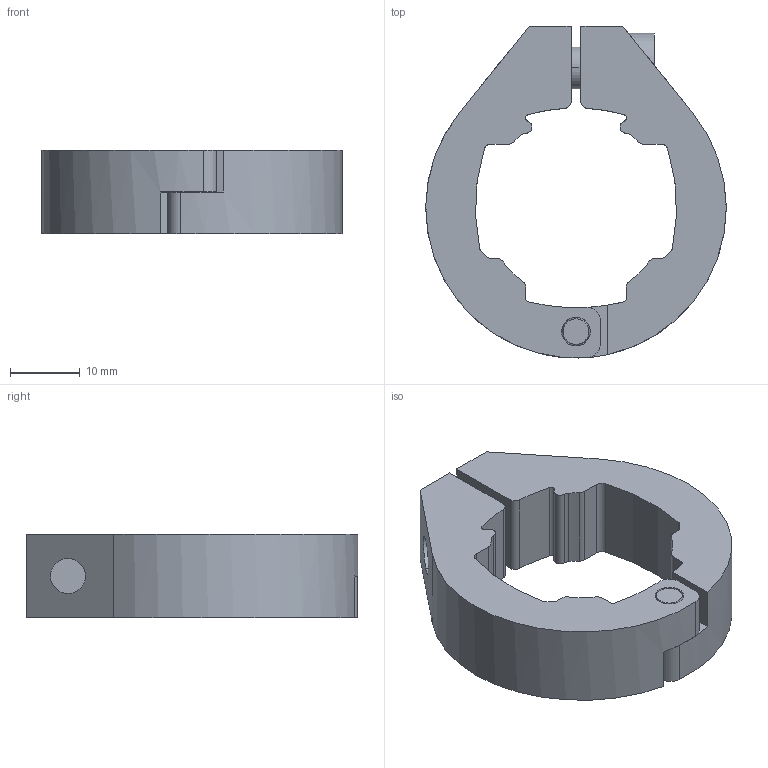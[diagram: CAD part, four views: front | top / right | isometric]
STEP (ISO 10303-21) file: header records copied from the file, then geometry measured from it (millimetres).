
FILE_DESCRIPTION (( 'STEP AP203' ), '1' );
FILE_NAME ('GFJ-A61-SLD.STEP', '2022-10-20T01:19:06', ( '' ), ( '' ), 'SwSTEP 2.0', 'SolidWorks 2011', '' );
FILE_SCHEMA (( 'CONFIG_CONTROL_DESIGN' ));
Length unit declared in the file: millimetre
Products named in the file (1): GFJ-A61-SLD
Bounding box: 43 x 47.5 x 12 mm (x, y, z)
Volume: 10640.8 mm3; surface area: 6354.5 mm2
Topology: 4 solids, 4 shells, 90 faces, 236 edges, 156 vertices
Faces by surface type: cylinder 56, plane 30, cone 4
Entity records: 2911 total; most frequent: DIRECTION 530, CARTESIAN_POINT 495, ORIENTED_EDGE 472, EDGE_CURVE 236, AXIS2_PLACEMENT_3D 207, VERTEX_POINT 156, LINE 116, VECTOR 116
